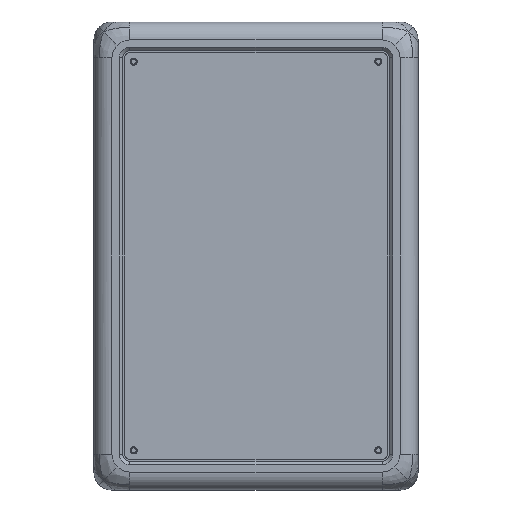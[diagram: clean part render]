
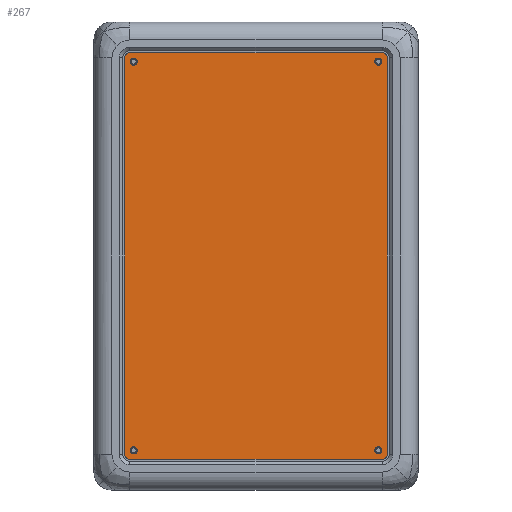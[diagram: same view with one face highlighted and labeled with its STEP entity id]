
A CAD part, front view. The second image highlights one B-rep face of the part: STEP entity #267.
In plain terms, the highlighted planar face has unit normal (0, -1, 0).
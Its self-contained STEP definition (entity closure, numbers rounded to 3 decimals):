
#231=FACE_BOUND('',#1202,.T.);
#232=FACE_BOUND('',#1203,.T.);
#233=FACE_BOUND('',#1204,.T.);
#234=FACE_BOUND('',#1205,.T.);
#267=ADVANCED_FACE('',(#734,#231,#232,#233,#234),#7263,.T.);
#734=FACE_OUTER_BOUND('',#1201,.T.);
#1201=EDGE_LOOP('',(#1728,#1729,#1730,#1731,#1732,#1733,#1734,#1735));
#1202=EDGE_LOOP('',(#1736,#1737));
#1203=EDGE_LOOP('',(#1738,#1739));
#1204=EDGE_LOOP('',(#1740,#1741));
#1205=EDGE_LOOP('',(#1742,#1743));
#1728=ORIENTED_EDGE('',*,*,#4126,.F.);
#1729=ORIENTED_EDGE('',*,*,#4104,.F.);
#1730=ORIENTED_EDGE('',*,*,#4108,.F.);
#1731=ORIENTED_EDGE('',*,*,#4111,.F.);
#1732=ORIENTED_EDGE('',*,*,#4114,.F.);
#1733=ORIENTED_EDGE('',*,*,#4117,.F.);
#1734=ORIENTED_EDGE('',*,*,#4120,.F.);
#1735=ORIENTED_EDGE('',*,*,#4123,.F.);
#1736=ORIENTED_EDGE('',*,*,#4093,.T.);
#1737=ORIENTED_EDGE('',*,*,#4130,.T.);
#1738=ORIENTED_EDGE('',*,*,#4096,.T.);
#1739=ORIENTED_EDGE('',*,*,#4133,.T.);
#1740=ORIENTED_EDGE('',*,*,#4099,.T.);
#1741=ORIENTED_EDGE('',*,*,#4136,.T.);
#1742=ORIENTED_EDGE('',*,*,#4102,.T.);
#1743=ORIENTED_EDGE('',*,*,#4139,.T.);
#4093=EDGE_CURVE('',#6505,#6528,#6038,.T.);
#4096=EDGE_CURVE('',#6507,#6530,#6040,.T.);
#4099=EDGE_CURVE('',#6509,#6532,#6042,.T.);
#4102=EDGE_CURVE('',#6511,#6534,#6044,.T.);
#4104=EDGE_CURVE('',#6512,#6513,#5302,.T.);
#4108=EDGE_CURVE('',#6516,#6512,#6045,.T.);
#4111=EDGE_CURVE('',#6518,#6516,#5307,.T.);
#4114=EDGE_CURVE('',#6520,#6518,#6047,.T.);
#4117=EDGE_CURVE('',#6522,#6520,#5311,.T.);
#4120=EDGE_CURVE('',#6524,#6522,#6049,.T.);
#4123=EDGE_CURVE('',#6526,#6524,#5315,.T.);
#4126=EDGE_CURVE('',#6513,#6526,#6051,.T.);
#4130=EDGE_CURVE('',#6528,#6505,#6054,.T.);
#4133=EDGE_CURVE('',#6530,#6507,#6056,.T.);
#4136=EDGE_CURVE('',#6532,#6509,#6058,.T.);
#4139=EDGE_CURVE('',#6534,#6511,#6060,.T.);
#5302=B_SPLINE_CURVE_WITH_KNOTS('',1,(#8229,#8230),.UNSPECIFIED.,.F.,.F.,
(2,2),(0.,70.002),.UNSPECIFIED.);
#5307=B_SPLINE_CURVE_WITH_KNOTS('',1,(#8245,#8246),.UNSPECIFIED.,.F.,.F.,
(2,2),(0.,110.002),.UNSPECIFIED.);
#5311=B_SPLINE_CURVE_WITH_KNOTS('',1,(#8259,#8260),.UNSPECIFIED.,.F.,.F.,
(2,2),(0.,70.002),.UNSPECIFIED.);
#5315=B_SPLINE_CURVE_WITH_KNOTS('',1,(#8273,#8274),.UNSPECIFIED.,.F.,.F.,
(2,2),(0.,110.002),.UNSPECIFIED.);
#6038=(
BOUNDED_CURVE()
B_SPLINE_CURVE(2,(#8186,#8187,#8188,#8189,#8190),.UNSPECIFIED.,.F.,.F.)
B_SPLINE_CURVE_WITH_KNOTS((3,2,3),(-6.283,-4.712,
-3.142),.UNSPECIFIED.)
CURVE()
GEOMETRIC_REPRESENTATION_ITEM()
RATIONAL_B_SPLINE_CURVE((1.,0.707,1.,0.707,1.))
REPRESENTATION_ITEM('')
);
#6040=(
BOUNDED_CURVE()
B_SPLINE_CURVE(2,(#8198,#8199,#8200,#8201,#8202),.UNSPECIFIED.,.F.,.F.)
B_SPLINE_CURVE_WITH_KNOTS((3,2,3),(-6.283,-4.712,
-3.142),.UNSPECIFIED.)
CURVE()
GEOMETRIC_REPRESENTATION_ITEM()
RATIONAL_B_SPLINE_CURVE((1.,0.707,1.,0.707,1.))
REPRESENTATION_ITEM('')
);
#6042=(
BOUNDED_CURVE()
B_SPLINE_CURVE(2,(#8210,#8211,#8212,#8213,#8214),.UNSPECIFIED.,.F.,.F.)
B_SPLINE_CURVE_WITH_KNOTS((3,2,3),(-6.283,-4.712,
-3.142),.UNSPECIFIED.)
CURVE()
GEOMETRIC_REPRESENTATION_ITEM()
RATIONAL_B_SPLINE_CURVE((1.,0.707,1.,0.707,1.))
REPRESENTATION_ITEM('')
);
#6044=(
BOUNDED_CURVE()
B_SPLINE_CURVE(2,(#8222,#8223,#8224,#8225,#8226),.UNSPECIFIED.,.F.,.F.)
B_SPLINE_CURVE_WITH_KNOTS((3,2,3),(-6.283,-4.712,
-3.142),.UNSPECIFIED.)
CURVE()
GEOMETRIC_REPRESENTATION_ITEM()
RATIONAL_B_SPLINE_CURVE((1.,0.707,1.,0.707,1.))
REPRESENTATION_ITEM('')
);
#6045=(
BOUNDED_CURVE()
B_SPLINE_CURVE(2,(#8237,#8238,#8239),.UNSPECIFIED.,.F.,.F.)
B_SPLINE_CURVE_WITH_KNOTS((3,3),(0.,2.355),.UNSPECIFIED.)
CURVE()
GEOMETRIC_REPRESENTATION_ITEM()
RATIONAL_B_SPLINE_CURVE((1.,0.707,1.))
REPRESENTATION_ITEM('')
);
#6047=(
BOUNDED_CURVE()
B_SPLINE_CURVE(2,(#8251,#8252,#8253),.UNSPECIFIED.,.F.,.F.)
B_SPLINE_CURVE_WITH_KNOTS((3,3),(0.,2.355),.UNSPECIFIED.)
CURVE()
GEOMETRIC_REPRESENTATION_ITEM()
RATIONAL_B_SPLINE_CURVE((1.,0.707,1.))
REPRESENTATION_ITEM('')
);
#6049=(
BOUNDED_CURVE()
B_SPLINE_CURVE(2,(#8265,#8266,#8267),.UNSPECIFIED.,.F.,.F.)
B_SPLINE_CURVE_WITH_KNOTS((3,3),(0.,2.355),.UNSPECIFIED.)
CURVE()
GEOMETRIC_REPRESENTATION_ITEM()
RATIONAL_B_SPLINE_CURVE((1.,0.707,1.))
REPRESENTATION_ITEM('')
);
#6051=(
BOUNDED_CURVE()
B_SPLINE_CURVE(2,(#8279,#8280,#8281),.UNSPECIFIED.,.F.,.F.)
B_SPLINE_CURVE_WITH_KNOTS((3,3),(0.,2.355),.UNSPECIFIED.)
CURVE()
GEOMETRIC_REPRESENTATION_ITEM()
RATIONAL_B_SPLINE_CURVE((1.,0.707,1.))
REPRESENTATION_ITEM('')
);
#6054=(
BOUNDED_CURVE()
B_SPLINE_CURVE(2,(#8292,#8293,#8294,#8295,#8296),.UNSPECIFIED.,.F.,.F.)
B_SPLINE_CURVE_WITH_KNOTS((3,2,3),(-3.142,-1.571,
0.),.UNSPECIFIED.)
CURVE()
GEOMETRIC_REPRESENTATION_ITEM()
RATIONAL_B_SPLINE_CURVE((1.,0.707,1.,0.707,1.))
REPRESENTATION_ITEM('')
);
#6056=(
BOUNDED_CURVE()
B_SPLINE_CURVE(2,(#8304,#8305,#8306,#8307,#8308),.UNSPECIFIED.,.F.,.F.)
B_SPLINE_CURVE_WITH_KNOTS((3,2,3),(-3.142,-1.571,
0.),.UNSPECIFIED.)
CURVE()
GEOMETRIC_REPRESENTATION_ITEM()
RATIONAL_B_SPLINE_CURVE((1.,0.707,1.,0.707,1.))
REPRESENTATION_ITEM('')
);
#6058=(
BOUNDED_CURVE()
B_SPLINE_CURVE(2,(#8316,#8317,#8318,#8319,#8320),.UNSPECIFIED.,.F.,.F.)
B_SPLINE_CURVE_WITH_KNOTS((3,2,3),(-3.142,-1.571,
0.),.UNSPECIFIED.)
CURVE()
GEOMETRIC_REPRESENTATION_ITEM()
RATIONAL_B_SPLINE_CURVE((1.,0.707,1.,0.707,1.))
REPRESENTATION_ITEM('')
);
#6060=(
BOUNDED_CURVE()
B_SPLINE_CURVE(2,(#8328,#8329,#8330,#8331,#8332),.UNSPECIFIED.,.F.,.F.)
B_SPLINE_CURVE_WITH_KNOTS((3,2,3),(-3.142,-1.571,0.),
 .UNSPECIFIED.)
CURVE()
GEOMETRIC_REPRESENTATION_ITEM()
RATIONAL_B_SPLINE_CURVE((1.,0.707,1.,0.707,1.))
REPRESENTATION_ITEM('')
);
#6505=VERTEX_POINT('',#8150);
#6507=VERTEX_POINT('',#8152);
#6509=VERTEX_POINT('',#8154);
#6511=VERTEX_POINT('',#8156);
#6512=VERTEX_POINT('',#8157);
#6513=VERTEX_POINT('',#8158);
#6516=VERTEX_POINT('',#8161);
#6518=VERTEX_POINT('',#8163);
#6520=VERTEX_POINT('',#8165);
#6522=VERTEX_POINT('',#8167);
#6524=VERTEX_POINT('',#8169);
#6526=VERTEX_POINT('',#8171);
#6528=VERTEX_POINT('',#8173);
#6530=VERTEX_POINT('',#8175);
#6532=VERTEX_POINT('',#8177);
#6534=VERTEX_POINT('',#8179);
#7263=PLANE('',#7573);
#7573=AXIS2_PLACEMENT_3D('',#8143,#7858,$);
#7858=DIRECTION('',(0.,-1.,0.));
#8143=CARTESIAN_POINT('',(-43.92,-37.,-57.92));
#8150=CARTESIAN_POINT('',(33.,-37.,-44.));
#8152=CARTESIAN_POINT('',(33.,-37.,64.));
#8154=CARTESIAN_POINT('',(-35.,-37.,-44.));
#8156=CARTESIAN_POINT('',(-35.,-37.,64.));
#8157=CARTESIAN_POINT('',(35.001,-37.,-46.5));
#8158=CARTESIAN_POINT('',(-35.001,-37.,-46.5));
#8161=CARTESIAN_POINT('',(36.5,-37.,-45.001));
#8163=CARTESIAN_POINT('',(36.5,-37.,65.001));
#8165=CARTESIAN_POINT('',(35.001,-37.,66.5));
#8167=CARTESIAN_POINT('',(-35.001,-37.,66.5));
#8169=CARTESIAN_POINT('',(-36.5,-37.,65.001));
#8171=CARTESIAN_POINT('',(-36.5,-37.,-45.001));
#8173=CARTESIAN_POINT('',(35.,-37.,-44.));
#8175=CARTESIAN_POINT('',(35.,-37.,64.));
#8177=CARTESIAN_POINT('',(-33.,-37.,-44.));
#8179=CARTESIAN_POINT('',(-33.,-37.,64.));
#8186=CARTESIAN_POINT('',(33.,-37.,-44.));
#8187=CARTESIAN_POINT('',(33.,-37.,-43.));
#8188=CARTESIAN_POINT('',(34.,-37.,-43.));
#8189=CARTESIAN_POINT('',(35.,-37.,-43.));
#8190=CARTESIAN_POINT('',(35.,-37.,-44.));
#8198=CARTESIAN_POINT('',(33.,-37.,64.));
#8199=CARTESIAN_POINT('',(33.,-37.,65.));
#8200=CARTESIAN_POINT('',(34.,-37.,65.));
#8201=CARTESIAN_POINT('',(35.,-37.,65.));
#8202=CARTESIAN_POINT('',(35.,-37.,64.));
#8210=CARTESIAN_POINT('',(-35.,-37.,-44.));
#8211=CARTESIAN_POINT('',(-35.,-37.,-43.));
#8212=CARTESIAN_POINT('',(-34.,-37.,-43.));
#8213=CARTESIAN_POINT('',(-33.,-37.,-43.));
#8214=CARTESIAN_POINT('',(-33.,-37.,-44.));
#8222=CARTESIAN_POINT('',(-35.,-37.,64.));
#8223=CARTESIAN_POINT('',(-35.,-37.,65.));
#8224=CARTESIAN_POINT('',(-34.,-37.,65.));
#8225=CARTESIAN_POINT('',(-33.,-37.,65.));
#8226=CARTESIAN_POINT('',(-33.,-37.,64.));
#8229=CARTESIAN_POINT('',(35.001,-37.,-46.5));
#8230=CARTESIAN_POINT('',(-35.001,-37.,-46.5));
#8237=CARTESIAN_POINT('',(36.5,-37.,-45.001));
#8238=CARTESIAN_POINT('',(36.5,-37.,-46.5));
#8239=CARTESIAN_POINT('',(35.001,-37.,-46.5));
#8245=CARTESIAN_POINT('',(36.5,-37.,65.001));
#8246=CARTESIAN_POINT('',(36.5,-37.,-45.001));
#8251=CARTESIAN_POINT('',(35.001,-37.,66.5));
#8252=CARTESIAN_POINT('',(36.5,-37.,66.5));
#8253=CARTESIAN_POINT('',(36.5,-37.,65.001));
#8259=CARTESIAN_POINT('',(-35.001,-37.,66.5));
#8260=CARTESIAN_POINT('',(35.001,-37.,66.5));
#8265=CARTESIAN_POINT('',(-36.5,-37.,65.001));
#8266=CARTESIAN_POINT('',(-36.5,-37.,66.5));
#8267=CARTESIAN_POINT('',(-35.001,-37.,66.5));
#8273=CARTESIAN_POINT('',(-36.5,-37.,-45.001));
#8274=CARTESIAN_POINT('',(-36.5,-37.,65.001));
#8279=CARTESIAN_POINT('',(-35.001,-37.,-46.5));
#8280=CARTESIAN_POINT('',(-36.5,-37.,-46.5));
#8281=CARTESIAN_POINT('',(-36.5,-37.,-45.001));
#8292=CARTESIAN_POINT('',(35.,-37.,-44.));
#8293=CARTESIAN_POINT('',(35.,-37.,-45.));
#8294=CARTESIAN_POINT('',(34.,-37.,-45.));
#8295=CARTESIAN_POINT('',(33.,-37.,-45.));
#8296=CARTESIAN_POINT('',(33.,-37.,-44.));
#8304=CARTESIAN_POINT('',(35.,-37.,64.));
#8305=CARTESIAN_POINT('',(35.,-37.,63.));
#8306=CARTESIAN_POINT('',(34.,-37.,63.));
#8307=CARTESIAN_POINT('',(33.,-37.,63.));
#8308=CARTESIAN_POINT('',(33.,-37.,64.));
#8316=CARTESIAN_POINT('',(-33.,-37.,-44.));
#8317=CARTESIAN_POINT('',(-33.,-37.,-45.));
#8318=CARTESIAN_POINT('',(-34.,-37.,-45.));
#8319=CARTESIAN_POINT('',(-35.,-37.,-45.));
#8320=CARTESIAN_POINT('',(-35.,-37.,-44.));
#8328=CARTESIAN_POINT('',(-33.,-37.,64.));
#8329=CARTESIAN_POINT('',(-33.,-37.,63.));
#8330=CARTESIAN_POINT('',(-34.,-37.,63.));
#8331=CARTESIAN_POINT('',(-35.,-37.,63.));
#8332=CARTESIAN_POINT('',(-35.,-37.,64.));
